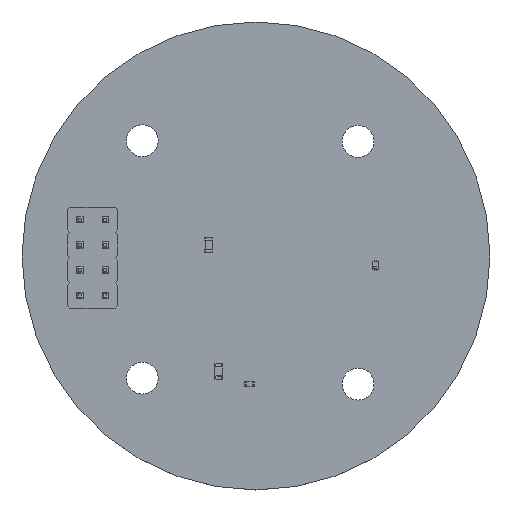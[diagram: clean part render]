
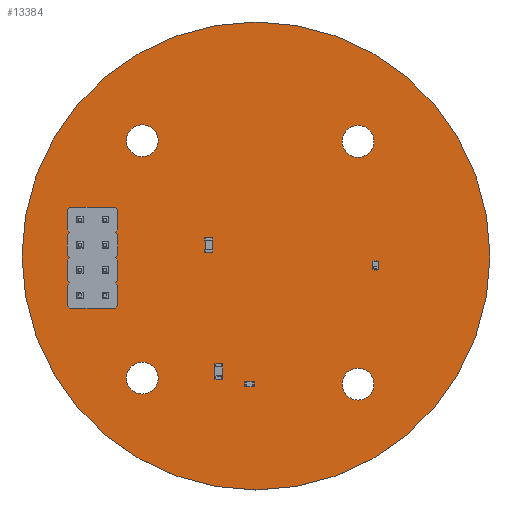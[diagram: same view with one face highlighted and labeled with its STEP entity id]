
A CAD part, top view. The second image highlights one B-rep face of the part: STEP entity #13384.
In plain terms, the highlighted planar face has unit normal (0, 0, 1).
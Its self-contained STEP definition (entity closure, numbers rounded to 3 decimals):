
#13217 = VERTEX_POINT('',#13218);
#13218 = CARTESIAN_POINT('',(172.001,-90.,1.48));
#13224 = EDGE_CURVE('',#13217,#13217,#13225,.T.);
#13225 = CIRCLE('',#13226,23.501);
#13226 = AXIS2_PLACEMENT_3D('',#13227,#13228,#13229);
#13227 = CARTESIAN_POINT('',(148.5,-90.,1.48));
#13228 = DIRECTION('',(0.,0.,1.));
#13229 = DIRECTION('',(1.,0.,-0.));
#13384 = ADVANCED_FACE('',(#13385,#13388,#13399,#13410,#13421,#13432,
    #13443,#13454,#13465,#13476,#13487,#13498,#13509),#13520,.T.);
#13385 = FACE_BOUND('',#13386,.T.);
#13386 = EDGE_LOOP('',(#13387));
#13387 = ORIENTED_EDGE('',*,*,#13224,.T.);
#13388 = FACE_BOUND('',#13389,.T.);
#13389 = EDGE_LOOP('',(#13390));
#13390 = ORIENTED_EDGE('',*,*,#13391,.T.);
#13391 = EDGE_CURVE('',#13392,#13392,#13394,.T.);
#13392 = VERTEX_POINT('',#13393);
#13393 = CARTESIAN_POINT('',(137.075,-103.87,1.48));
#13394 = CIRCLE('',#13395,1.6);
#13395 = AXIS2_PLACEMENT_3D('',#13396,#13397,#13398);
#13396 = CARTESIAN_POINT('',(137.075,-102.27,1.48));
#13397 = DIRECTION('',(-0.,0.,-1.));
#13398 = DIRECTION('',(-0.,-1.,0.));
#13399 = FACE_BOUND('',#13400,.T.);
#13400 = EDGE_LOOP('',(#13401));
#13401 = ORIENTED_EDGE('',*,*,#13402,.T.);
#13402 = EDGE_CURVE('',#13403,#13403,#13405,.T.);
#13403 = VERTEX_POINT('',#13404);
#13404 = CARTESIAN_POINT('',(130.815,-94.48,1.48));
#13405 = CIRCLE('',#13406,0.5);
#13406 = AXIS2_PLACEMENT_3D('',#13407,#13408,#13409);
#13407 = CARTESIAN_POINT('',(130.815,-93.98,1.48));
#13408 = DIRECTION('',(-0.,0.,-1.));
#13409 = DIRECTION('',(-0.,-1.,0.));
#13410 = FACE_BOUND('',#13411,.T.);
#13411 = EDGE_LOOP('',(#13412));
#13412 = ORIENTED_EDGE('',*,*,#13413,.T.);
#13413 = EDGE_CURVE('',#13414,#13414,#13416,.T.);
#13414 = VERTEX_POINT('',#13415);
#13415 = CARTESIAN_POINT('',(133.355,-94.48,1.48));
#13416 = CIRCLE('',#13417,0.5);
#13417 = AXIS2_PLACEMENT_3D('',#13418,#13419,#13420);
#13418 = CARTESIAN_POINT('',(133.355,-93.98,1.48));
#13419 = DIRECTION('',(-0.,0.,-1.));
#13420 = DIRECTION('',(-0.,-1.,0.));
#13421 = FACE_BOUND('',#13422,.T.);
#13422 = EDGE_LOOP('',(#13423));
#13423 = ORIENTED_EDGE('',*,*,#13424,.T.);
#13424 = EDGE_CURVE('',#13425,#13425,#13427,.T.);
#13425 = VERTEX_POINT('',#13426);
#13426 = CARTESIAN_POINT('',(130.815,-91.94,1.48));
#13427 = CIRCLE('',#13428,0.5);
#13428 = AXIS2_PLACEMENT_3D('',#13429,#13430,#13431);
#13429 = CARTESIAN_POINT('',(130.815,-91.44,1.48));
#13430 = DIRECTION('',(-0.,0.,-1.));
#13431 = DIRECTION('',(-0.,-1.,0.));
#13432 = FACE_BOUND('',#13433,.T.);
#13433 = EDGE_LOOP('',(#13434));
#13434 = ORIENTED_EDGE('',*,*,#13435,.T.);
#13435 = EDGE_CURVE('',#13436,#13436,#13438,.T.);
#13436 = VERTEX_POINT('',#13437);
#13437 = CARTESIAN_POINT('',(133.355,-91.94,1.48));
#13438 = CIRCLE('',#13439,0.5);
#13439 = AXIS2_PLACEMENT_3D('',#13440,#13441,#13442);
#13440 = CARTESIAN_POINT('',(133.355,-91.44,1.48));
#13441 = DIRECTION('',(-0.,0.,-1.));
#13442 = DIRECTION('',(-0.,-1.,0.));
#13443 = FACE_BOUND('',#13444,.T.);
#13444 = EDGE_LOOP('',(#13445));
#13445 = ORIENTED_EDGE('',*,*,#13446,.T.);
#13446 = EDGE_CURVE('',#13447,#13447,#13449,.T.);
#13447 = VERTEX_POINT('',#13448);
#13448 = CARTESIAN_POINT('',(158.75,-104.47,1.48));
#13449 = CIRCLE('',#13450,1.6);
#13450 = AXIS2_PLACEMENT_3D('',#13451,#13452,#13453);
#13451 = CARTESIAN_POINT('',(158.75,-102.87,1.48));
#13452 = DIRECTION('',(-0.,0.,-1.));
#13453 = DIRECTION('',(-0.,-1.,0.));
#13454 = FACE_BOUND('',#13455,.T.);
#13455 = EDGE_LOOP('',(#13456));
#13456 = ORIENTED_EDGE('',*,*,#13457,.T.);
#13457 = EDGE_CURVE('',#13458,#13458,#13460,.T.);
#13458 = VERTEX_POINT('',#13459);
#13459 = CARTESIAN_POINT('',(130.815,-89.4,1.48));
#13460 = CIRCLE('',#13461,0.5);
#13461 = AXIS2_PLACEMENT_3D('',#13462,#13463,#13464);
#13462 = CARTESIAN_POINT('',(130.815,-88.9,1.48));
#13463 = DIRECTION('',(-0.,0.,-1.));
#13464 = DIRECTION('',(-0.,-1.,0.));
#13465 = FACE_BOUND('',#13466,.T.);
#13466 = EDGE_LOOP('',(#13467));
#13467 = ORIENTED_EDGE('',*,*,#13468,.T.);
#13468 = EDGE_CURVE('',#13469,#13469,#13471,.T.);
#13469 = VERTEX_POINT('',#13470);
#13470 = CARTESIAN_POINT('',(133.355,-89.4,1.48));
#13471 = CIRCLE('',#13472,0.5);
#13472 = AXIS2_PLACEMENT_3D('',#13473,#13474,#13475);
#13473 = CARTESIAN_POINT('',(133.355,-88.9,1.48));
#13474 = DIRECTION('',(-0.,0.,-1.));
#13475 = DIRECTION('',(-0.,-1.,0.));
#13476 = FACE_BOUND('',#13477,.T.);
#13477 = EDGE_LOOP('',(#13478));
#13478 = ORIENTED_EDGE('',*,*,#13479,.T.);
#13479 = EDGE_CURVE('',#13480,#13480,#13482,.T.);
#13480 = VERTEX_POINT('',#13481);
#13481 = CARTESIAN_POINT('',(130.815,-86.86,1.48));
#13482 = CIRCLE('',#13483,0.5);
#13483 = AXIS2_PLACEMENT_3D('',#13484,#13485,#13486);
#13484 = CARTESIAN_POINT('',(130.815,-86.36,1.48));
#13485 = DIRECTION('',(-0.,0.,-1.));
#13486 = DIRECTION('',(-0.,-1.,0.));
#13487 = FACE_BOUND('',#13488,.T.);
#13488 = EDGE_LOOP('',(#13489));
#13489 = ORIENTED_EDGE('',*,*,#13490,.T.);
#13490 = EDGE_CURVE('',#13491,#13491,#13493,.T.);
#13491 = VERTEX_POINT('',#13492);
#13492 = CARTESIAN_POINT('',(133.355,-86.86,1.48));
#13493 = CIRCLE('',#13494,0.5);
#13494 = AXIS2_PLACEMENT_3D('',#13495,#13496,#13497);
#13495 = CARTESIAN_POINT('',(133.355,-86.36,1.48));
#13496 = DIRECTION('',(-0.,0.,-1.));
#13497 = DIRECTION('',(-0.,-1.,0.));
#13498 = FACE_BOUND('',#13499,.T.);
#13499 = EDGE_LOOP('',(#13500));
#13500 = ORIENTED_EDGE('',*,*,#13501,.T.);
#13501 = EDGE_CURVE('',#13502,#13502,#13504,.T.);
#13502 = VERTEX_POINT('',#13503);
#13503 = CARTESIAN_POINT('',(137.075,-80.02,1.48));
#13504 = CIRCLE('',#13505,1.6);
#13505 = AXIS2_PLACEMENT_3D('',#13506,#13507,#13508);
#13506 = CARTESIAN_POINT('',(137.075,-78.42,1.48));
#13507 = DIRECTION('',(-0.,0.,-1.));
#13508 = DIRECTION('',(-0.,-1.,0.));
#13509 = FACE_BOUND('',#13510,.T.);
#13510 = EDGE_LOOP('',(#13511));
#13511 = ORIENTED_EDGE('',*,*,#13512,.T.);
#13512 = EDGE_CURVE('',#13513,#13513,#13515,.T.);
#13513 = VERTEX_POINT('',#13514);
#13514 = CARTESIAN_POINT('',(158.75,-80.086,1.48));
#13515 = CIRCLE('',#13516,1.6);
#13516 = AXIS2_PLACEMENT_3D('',#13517,#13518,#13519);
#13517 = CARTESIAN_POINT('',(158.75,-78.486,1.48));
#13518 = DIRECTION('',(-0.,0.,-1.));
#13519 = DIRECTION('',(-0.,-1.,0.));
#13520 = PLANE('',#13521);
#13521 = AXIS2_PLACEMENT_3D('',#13522,#13523,#13524);
#13522 = CARTESIAN_POINT('',(0.,0.,1.48));
#13523 = DIRECTION('',(0.,0.,1.));
#13524 = DIRECTION('',(1.,0.,-0.));
